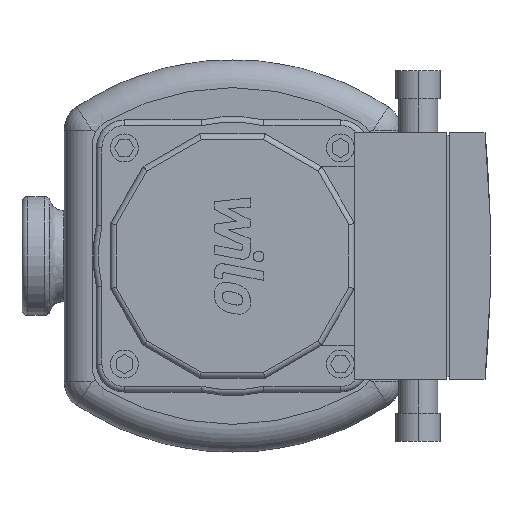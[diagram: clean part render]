
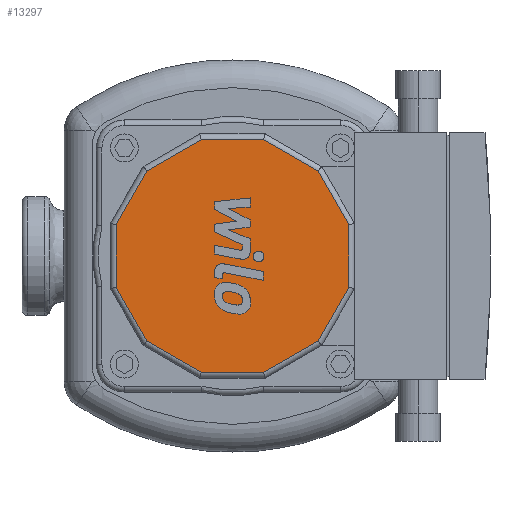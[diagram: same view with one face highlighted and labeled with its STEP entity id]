
A CAD part, front view. The second image highlights one B-rep face of the part: STEP entity #13297.
In plain terms, the highlighted planar face has unit normal (0, -1, 0).
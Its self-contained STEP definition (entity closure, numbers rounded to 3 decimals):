
#12869=CARTESIAN_POINT('',(63.88,-162.0,-41.5));
#12870=VERTEX_POINT('',#12869);
#12871=CARTESIAN_POINT('',(44.62,-162.0,-30.38));
#12872=VERTEX_POINT('',#12871);
#12873=CARTESIAN_POINT('',(63.88,-162.0,-41.5));
#12874=DIRECTION('',(-0.866,0.0,0.5));
#12875=VECTOR('',#12874,22.24);
#12876=LINE('',#12873,#12875);
#12877=EDGE_CURVE('',#12870,#12872,#12876,.T.);
#12911=CARTESIAN_POINT('',(33.5,-162.0,-11.12));
#12912=VERTEX_POINT('',#12911);
#12913=CARTESIAN_POINT('',(44.62,-162.0,-30.38));
#12914=DIRECTION('',(-0.5,0.0,0.866));
#12915=VECTOR('',#12914,22.24);
#12916=LINE('',#12913,#12915);
#12917=EDGE_CURVE('',#12872,#12912,#12916,.T.);
#12943=CARTESIAN_POINT('',(33.5,-162.0,11.12));
#12944=VERTEX_POINT('',#12943);
#12945=CARTESIAN_POINT('',(33.5,-162.0,-11.12));
#12946=DIRECTION('',(0.0,0.0,1.0));
#12947=VECTOR('',#12946,22.24);
#12948=LINE('',#12945,#12947);
#12949=EDGE_CURVE('',#12912,#12944,#12948,.T.);
#12975=CARTESIAN_POINT('',(44.62,-162.0,30.38));
#12976=VERTEX_POINT('',#12975);
#12977=CARTESIAN_POINT('',(33.5,-162.0,11.12));
#12978=DIRECTION('',(0.5,0.0,0.866));
#12979=VECTOR('',#12978,22.24);
#12980=LINE('',#12977,#12979);
#12981=EDGE_CURVE('',#12944,#12976,#12980,.T.);
#13007=CARTESIAN_POINT('',(63.88,-162.0,41.5));
#13008=VERTEX_POINT('',#13007);
#13009=CARTESIAN_POINT('',(44.62,-162.0,30.38));
#13010=DIRECTION('',(0.866,0.0,0.5));
#13011=VECTOR('',#13010,22.24);
#13012=LINE('',#13009,#13011);
#13013=EDGE_CURVE('',#12976,#13008,#13012,.T.);
#13039=CARTESIAN_POINT('',(86.12,-162.,41.5));
#13040=VERTEX_POINT('',#13039);
#13041=CARTESIAN_POINT('',(63.88,-162.0,41.5));
#13042=DIRECTION('',(1.0,0.0,0.0));
#13043=VECTOR('',#13042,22.24);
#13044=LINE('',#13041,#13043);
#13045=EDGE_CURVE('',#13008,#13040,#13044,.T.);
#13071=CARTESIAN_POINT('',(105.38,-162.,30.38));
#13072=VERTEX_POINT('',#13071);
#13073=CARTESIAN_POINT('',(86.12,-162.,41.5));
#13074=DIRECTION('',(0.866,0.0,-0.5));
#13075=VECTOR('',#13074,22.24);
#13076=LINE('',#13073,#13075);
#13077=EDGE_CURVE('',#13040,#13072,#13076,.T.);
#13101=CARTESIAN_POINT('',(116.5,-162.0,11.12));
#13102=VERTEX_POINT('',#13101);
#13103=CARTESIAN_POINT('',(105.38,-162.,30.38));
#13104=DIRECTION('',(0.5,0.,-0.866));
#13105=VECTOR('',#13104,22.24);
#13106=LINE('',#13103,#13105);
#13107=EDGE_CURVE('',#13072,#13102,#13106,.T.);
#13126=CARTESIAN_POINT('',(116.5,-162.0,-11.12));
#13127=VERTEX_POINT('',#13126);
#13128=CARTESIAN_POINT('',(116.5,-162.0,11.12));
#13129=DIRECTION('',(0.0,0.0,-1.0));
#13130=VECTOR('',#13129,22.24);
#13131=LINE('',#13128,#13130);
#13132=EDGE_CURVE('',#13102,#13127,#13131,.T.);
#13151=CARTESIAN_POINT('',(105.38,-162.0,-30.38));
#13152=VERTEX_POINT('',#13151);
#13153=CARTESIAN_POINT('',(116.5,-162.0,-11.12));
#13154=DIRECTION('',(-0.5,0.0,-0.866));
#13155=VECTOR('',#13154,22.24);
#13156=LINE('',#13153,#13155);
#13157=EDGE_CURVE('',#13127,#13152,#13156,.T.);
#13176=CARTESIAN_POINT('',(86.12,-162.0,-41.5));
#13177=VERTEX_POINT('',#13176);
#13178=CARTESIAN_POINT('',(105.38,-162.0,-30.38));
#13179=DIRECTION('',(-0.866,0.0,-0.5));
#13180=VECTOR('',#13179,22.24);
#13181=LINE('',#13178,#13180);
#13182=EDGE_CURVE('',#13152,#13177,#13181,.T.);
#13208=CARTESIAN_POINT('',(86.12,-162.0,-41.5));
#13209=DIRECTION('',(-1.0,0.0,0.0));
#13210=VECTOR('',#13209,22.24);
#13211=LINE('',#13208,#13210);
#13212=EDGE_CURVE('',#13177,#12870,#13211,.T.);
#13278=CARTESIAN_POINT('',(75.,-162.0,0.));
#13279=DIRECTION('',(0.0,1.0,0.0));
#13280=DIRECTION('',(0.0,0.0,1.0));
#13281=AXIS2_PLACEMENT_3D('',#13278,#13279,#13280);
#13282=PLANE('',#13281);
#13283=ORIENTED_EDGE('',*,*,#12877,.F.);
#13284=ORIENTED_EDGE('',*,*,#13212,.F.);
#13285=ORIENTED_EDGE('',*,*,#13182,.F.);
#13286=ORIENTED_EDGE('',*,*,#13157,.F.);
#13287=ORIENTED_EDGE('',*,*,#13132,.F.);
#13288=ORIENTED_EDGE('',*,*,#13107,.F.);
#13289=ORIENTED_EDGE('',*,*,#13077,.F.);
#13290=ORIENTED_EDGE('',*,*,#13045,.F.);
#13291=ORIENTED_EDGE('',*,*,#13013,.F.);
#13292=ORIENTED_EDGE('',*,*,#12981,.F.);
#13293=ORIENTED_EDGE('',*,*,#12949,.F.);
#13294=ORIENTED_EDGE('',*,*,#12917,.F.);
#13295=EDGE_LOOP('',(#13283,#13284,#13285,#13286,#13287,#13288,#13289,#13290,#13291,#13292,#13293,#13294));
#13296=FACE_OUTER_BOUND('',#13295,.T.);
#13297=ADVANCED_FACE('',(#13296),#13282,.F.);
